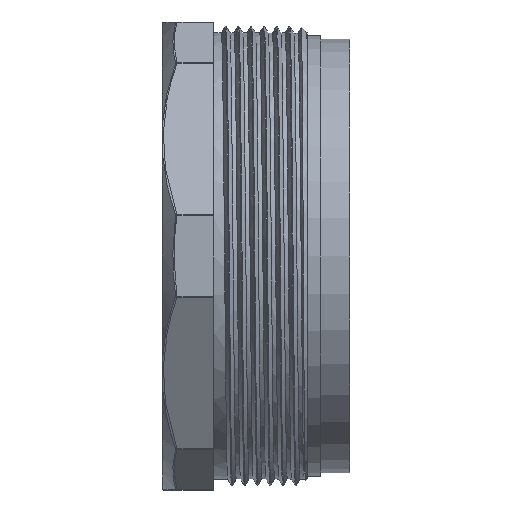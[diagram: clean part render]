
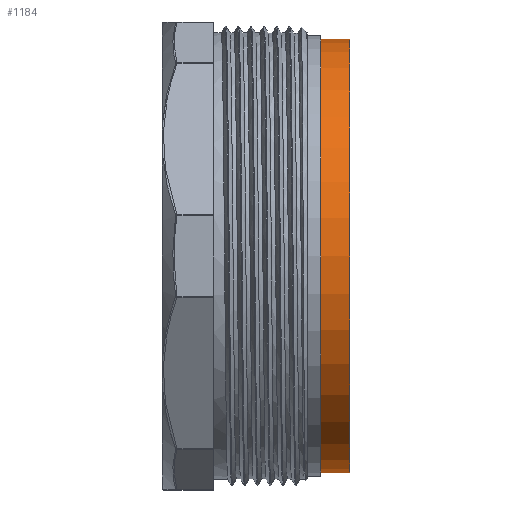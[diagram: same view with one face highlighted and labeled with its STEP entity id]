
A CAD part, front view. The second image highlights one B-rep face of the part: STEP entity #1184.
In plain terms, the highlighted cylindrical face has radius 25.475 mm (diameter 50.95 mm), a full revolution.
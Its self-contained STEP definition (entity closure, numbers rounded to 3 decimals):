
#217=FACE_BOUND('',#381,.T.);
#296=FACE_OUTER_BOUND('',#380,.T.);
#380=EDGE_LOOP('',(#1064));
#381=EDGE_LOOP('',(#1065));
#464=CIRCLE('',#1322,25.475);
#465=CIRCLE('',#1323,25.475);
#573=VERTEX_POINT('',#5375);
#574=VERTEX_POINT('',#5377);
#743=EDGE_CURVE('',#573,#573,#464,.T.);
#744=EDGE_CURVE('',#574,#574,#465,.T.);
#1064=ORIENTED_EDGE('',*,*,#743,.T.);
#1065=ORIENTED_EDGE('',*,*,#744,.F.);
#1112=CYLINDRICAL_SURFACE('',#1321,25.475);
#1184=ADVANCED_FACE('',(#296,#217),#1112,.T.);
#1321=AXIS2_PLACEMENT_3D('',#5374,#1620,#1621);
#1322=AXIS2_PLACEMENT_3D('',#5376,#1622,#1623);
#1323=AXIS2_PLACEMENT_3D('',#5378,#1624,#1625);
#1620=DIRECTION('center_axis',(1.,0.,0.));
#1621=DIRECTION('ref_axis',(0.,1.,0.));
#1622=DIRECTION('center_axis',(1.,0.,0.));
#1623=DIRECTION('ref_axis',(0.,0.,-1.));
#1624=DIRECTION('center_axis',(1.,0.,0.));
#1625=DIRECTION('ref_axis',(0.,0.,-1.));
#5374=CARTESIAN_POINT('Origin',(-1.705,0.,0.));
#5375=CARTESIAN_POINT('',(-3.41,25.475,0.));
#5376=CARTESIAN_POINT('Origin',(-3.41,0.,0.));
#5377=CARTESIAN_POINT('',(0.,25.475,0.));
#5378=CARTESIAN_POINT('Origin',(0.,0.,
0.));
